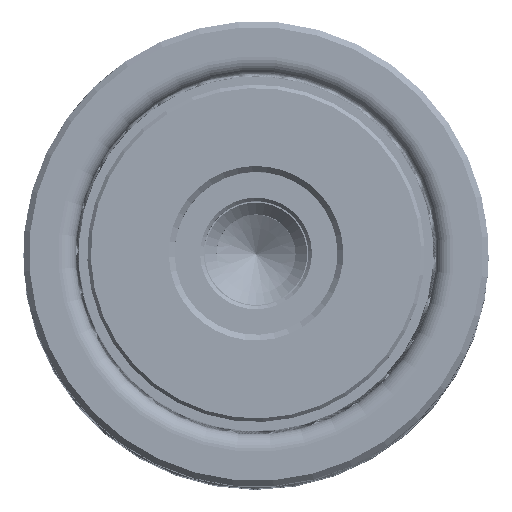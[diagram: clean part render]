
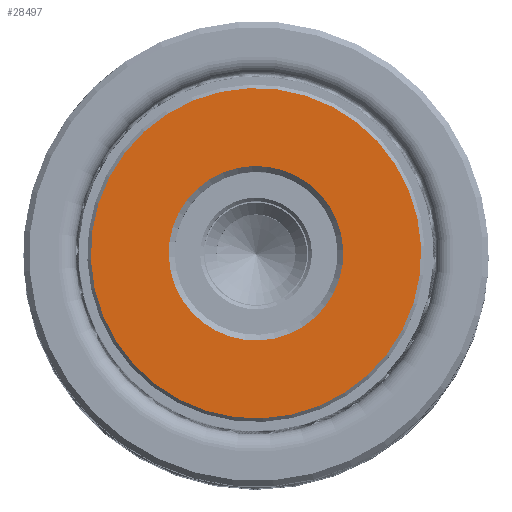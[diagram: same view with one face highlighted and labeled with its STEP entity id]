
A CAD part, top view. The second image highlights one B-rep face of the part: STEP entity #28497.
In plain terms, the highlighted face is planar.
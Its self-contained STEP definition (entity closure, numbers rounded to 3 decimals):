
#232 = VERTEX_POINT ( 'NONE', #20181 ) ;
#2337 = PLANE ( 'NONE',  #31582 ) ;
#3880 = AXIS2_PLACEMENT_3D ( 'NONE', #29775, #8502, #33352 ) ;
#4657 = CARTESIAN_POINT ( 'NONE',  ( -7.5, 0., 0. ) ) ;
#5771 = CARTESIAN_POINT ( 'NONE',  ( 0., 0., 0. ) ) ;
#5919 = DIRECTION ( 'NONE',  ( 0., 0., 1. ) ) ;
#8502 = DIRECTION ( 'NONE',  ( 0., 0., -1. ) ) ;
#9027 = EDGE_CURVE ( 'NONE', #43668, #15898, #26314, .T. ) ;
#9816 = DIRECTION ( 'NONE',  ( 0., 0., 1. ) ) ;
#12458 = AXIS2_PLACEMENT_3D ( 'NONE', #31105, #9816, #34675 ) ;
#14260 = FACE_BOUND ( 'NONE', #18181, .T. ) ;
#15418 = CARTESIAN_POINT ( 'NONE',  ( 0., 0., 0. ) ) ;
#15898 = VERTEX_POINT ( 'NONE', #29821 ) ;
#15906 = DIRECTION ( 'NONE',  ( 0., 0., 1. ) ) ;
#18181 = EDGE_LOOP ( 'NONE', ( #35997, #25667 ) ) ;
#19008 = DIRECTION ( 'NONE',  ( 1., 0., 0. ) ) ;
#20181 = CARTESIAN_POINT ( 'NONE',  ( 14.2, 0., 0. ) ) ;
#22613 = FACE_OUTER_BOUND ( 'NONE', #29036, .T. ) ;
#23057 = EDGE_CURVE ( 'NONE', #15898, #43668, #34430, .T. ) ;
#25401 = CIRCLE ( 'NONE', #3880, 14.2 ) ;
#25667 = ORIENTED_EDGE ( 'NONE', *, *, #23057, .T. ) ;
#25760 = ORIENTED_EDGE ( 'NONE', *, *, #27892, .T. ) ;
#26314 = CIRCLE ( 'NONE', #44719, 7.5 ) ;
#26818 = CARTESIAN_POINT ( 'NONE',  ( -14.2, 0., 0. ) ) ;
#27466 = EDGE_CURVE ( 'NONE', #232, #29585, #25401, .T. ) ;
#27701 = AXIS2_PLACEMENT_3D ( 'NONE', #15418, #40304, #19008 ) ;
#27892 = EDGE_CURVE ( 'NONE', #29585, #232, #39857, .T. ) ;
#28497 = ADVANCED_FACE ( 'NONE', ( #22613, #14260 ), #2337, .F. ) ;
#29036 = EDGE_LOOP ( 'NONE', ( #30464, #25760 ) ) ;
#29585 = VERTEX_POINT ( 'NONE', #26818 ) ;
#29775 = CARTESIAN_POINT ( 'NONE',  ( 0., 0., 0. ) ) ;
#29821 = CARTESIAN_POINT ( 'NONE',  ( 7.5, 0., 0. ) ) ;
#30464 = ORIENTED_EDGE ( 'NONE', *, *, #27466, .T. ) ;
#30780 = DIRECTION ( 'NONE',  ( 1., 0., 0. ) ) ;
#31105 = CARTESIAN_POINT ( 'NONE',  ( 0., 0., 0. ) ) ;
#31582 = AXIS2_PLACEMENT_3D ( 'NONE', #5771, #5919, #30780 ) ;
#33352 = DIRECTION ( 'NONE',  ( 1., 0., 0. ) ) ;
#34430 = CIRCLE ( 'NONE', #12458, 7.5 ) ;
#34675 = DIRECTION ( 'NONE',  ( 1., 0., 0. ) ) ;
#35997 = ORIENTED_EDGE ( 'NONE', *, *, #9027, .T. ) ;
#37209 = CARTESIAN_POINT ( 'NONE',  ( 0., 0., 0. ) ) ;
#39857 = CIRCLE ( 'NONE', #27701, 14.2 ) ;
#40304 = DIRECTION ( 'NONE',  ( 0., 0., -1. ) ) ;
#40781 = DIRECTION ( 'NONE',  ( 1., 0., 0. ) ) ;
#43668 = VERTEX_POINT ( 'NONE', #4657 ) ;
#44719 = AXIS2_PLACEMENT_3D ( 'NONE', #37209, #15906, #40781 ) ;
